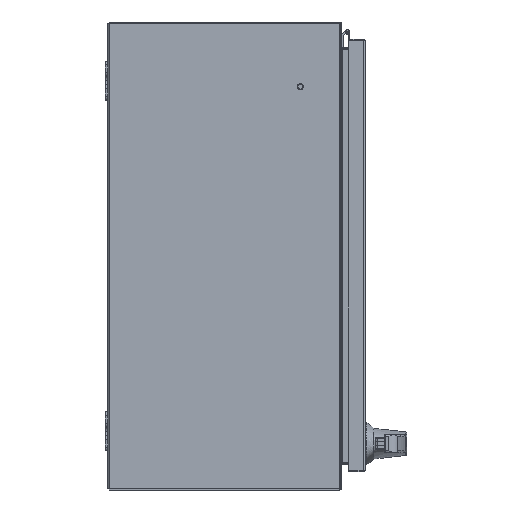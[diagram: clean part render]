
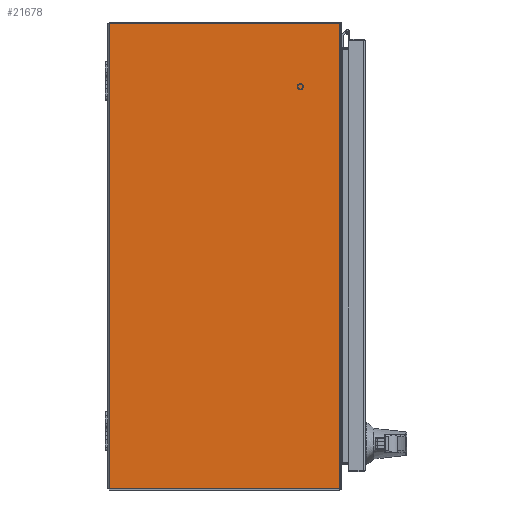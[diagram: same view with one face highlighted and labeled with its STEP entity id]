
A CAD part, front view. The second image highlights one B-rep face of the part: STEP entity #21678.
In plain terms, the highlighted face is planar.
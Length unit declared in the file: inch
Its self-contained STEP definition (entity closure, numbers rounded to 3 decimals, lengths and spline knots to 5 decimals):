
#784 = CARTESIAN_POINT ( 'NONE',  ( 11.928, -11.892, -15. ) ) ;
#800 = ORIENTED_EDGE ( 'NONE', *, *, #98586, .T. ) ;
#6047 = LINE ( 'NONE', #67947, #104574 ) ;
#18735 = CARTESIAN_POINT ( 'NONE',  ( -11.928, -11.892, -15. ) ) ;
#20077 = FACE_OUTER_BOUND ( 'NONE', #48177, .T. ) ;
#21678 = ADVANCED_FACE ( 'NONE', ( #20077 ), #37543, .F. ) ;
#22613 = VERTEX_POINT ( 'NONE', #784 ) ;
#26299 = VECTOR ( 'NONE', #92402, 39.37008 ) ;
#29232 = CARTESIAN_POINT ( 'NONE',  ( 11.928, -0.072, -15. ) ) ;
#37543 = PLANE ( 'NONE',  #92561 ) ;
#38318 = DIRECTION ( 'NONE',  ( 0., -1., 0. ) ) ;
#39010 = EDGE_CURVE ( 'NONE', #48692, #22613, #61413, .T. ) ;
#44808 = CARTESIAN_POINT ( 'NONE',  ( 11.928, -12., -15. ) ) ;
#48177 = EDGE_LOOP ( 'NONE', ( #100087, #49571, #62615, #800 ) ) ;
#48692 = VERTEX_POINT ( 'NONE', #18735 ) ;
#49571 = ORIENTED_EDGE ( 'NONE', *, *, #82943, .T. ) ;
#51296 = EDGE_CURVE ( 'NONE', #85602, #107184, #84043, .T. ) ;
#51370 = DIRECTION ( 'NONE',  ( -1., 0., 0. ) ) ;
#61413 = LINE ( 'NONE', #75373, #26299 ) ;
#62014 = VECTOR ( 'NONE', #51370, 39.37008 ) ;
#62615 = ORIENTED_EDGE ( 'NONE', *, *, #39010, .F. ) ;
#67947 = CARTESIAN_POINT ( 'NONE',  ( -11.928, 0., -15. ) ) ;
#70885 = DIRECTION ( 'NONE',  ( 0., -1., 0. ) ) ;
#71722 = CARTESIAN_POINT ( 'NONE',  ( 11.928, -0.108, -15. ) ) ;
#75373 = CARTESIAN_POINT ( 'NONE',  ( 11.928, -11.892, -15. ) ) ;
#75538 = DIRECTION ( 'NONE',  ( 0., 1., 0. ) ) ;
#76848 = CARTESIAN_POINT ( 'NONE',  ( -11.928, -0.108, -15. ) ) ;
#82943 = EDGE_CURVE ( 'NONE', #85602, #22613, #85151, .T. ) ;
#84043 = LINE ( 'NONE', #101726, #62014 ) ;
#85151 = LINE ( 'NONE', #29232, #87716 ) ;
#85602 = VERTEX_POINT ( 'NONE', #71722 ) ;
#87716 = VECTOR ( 'NONE', #38318, 39.37008 ) ;
#92402 = DIRECTION ( 'NONE',  ( 1., 0., 0. ) ) ;
#92561 = AXIS2_PLACEMENT_3D ( 'NONE', #44808, #95538, #70885 ) ;
#95538 = DIRECTION ( 'NONE',  ( 0., 0., 1. ) ) ;
#98586 = EDGE_CURVE ( 'NONE', #48692, #107184, #6047, .T. ) ;
#100087 = ORIENTED_EDGE ( 'NONE', *, *, #51296, .F. ) ;
#101726 = CARTESIAN_POINT ( 'NONE',  ( 11.928, -0.108, -15. ) ) ;
#104574 = VECTOR ( 'NONE', #75538, 39.37008 ) ;
#107184 = VERTEX_POINT ( 'NONE', #76848 ) ;
